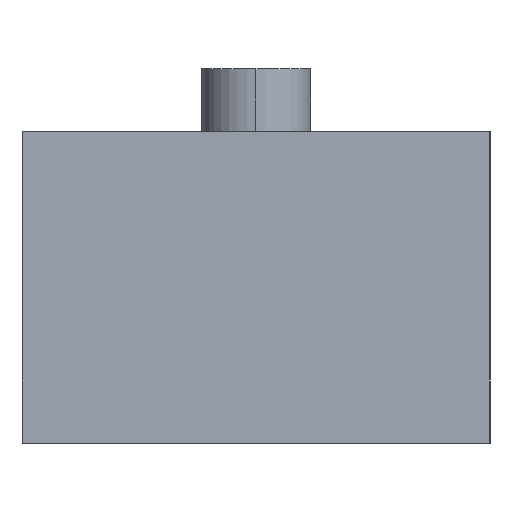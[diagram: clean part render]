
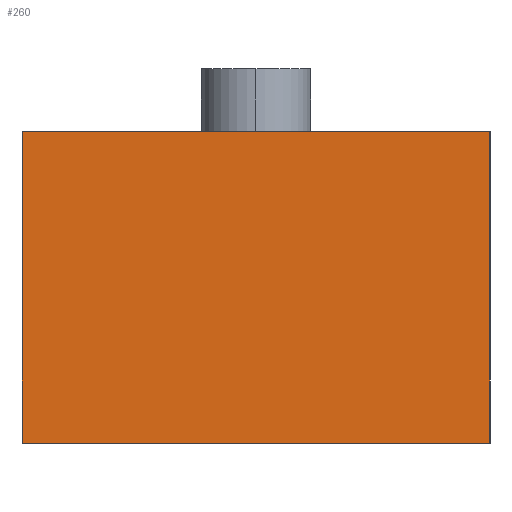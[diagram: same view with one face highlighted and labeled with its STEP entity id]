
A CAD part, left-side view. The second image highlights one B-rep face of the part: STEP entity #260.
In plain terms, the highlighted planar face has unit normal (-1, 0, 0).
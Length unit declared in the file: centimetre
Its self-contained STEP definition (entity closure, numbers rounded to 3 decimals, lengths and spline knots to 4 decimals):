
#2 = ORIENTED_EDGE ( 'NONE', *, *, #153, .T. ) ;
#3 = ORIENTED_EDGE ( 'NONE', *, *, #34, .F. ) ;
#6 = CARTESIAN_POINT ( 'NONE',  ( -1.625, -0.75, -0.5 ) ) ;
#11 = LINE ( 'NONE', #149, #253 ) ;
#16 = CARTESIAN_POINT ( 'NONE',  ( -1.625, 0.75, -0.5 ) ) ;
#22 = VECTOR ( 'NONE', #109, 100. ) ;
#26 = CARTESIAN_POINT ( 'NONE',  ( -1.625, -0.75, 0.5 ) ) ;
#34 = EDGE_CURVE ( 'NONE', #249, #43, #104, .T. ) ;
#37 = LINE ( 'NONE', #226, #160 ) ;
#38 = CARTESIAN_POINT ( 'NONE',  ( -1.625, -0.75, 0.5 ) ) ;
#43 = VERTEX_POINT ( 'NONE', #238 ) ;
#50 = VECTOR ( 'NONE', #131, 100. ) ;
#58 = VERTEX_POINT ( 'NONE', #6 ) ;
#74 = EDGE_CURVE ( 'NONE', #224, #58, #94, .T. ) ;
#94 = LINE ( 'NONE', #236, #22 ) ;
#100 = ORIENTED_EDGE ( 'NONE', *, *, #74, .T. ) ;
#104 = LINE ( 'NONE', #26, #50 ) ;
#109 = DIRECTION ( 'NONE',  ( 0., -1., 0. ) ) ;
#122 = EDGE_LOOP ( 'NONE', ( #100, #232, #3, #2 ) ) ;
#131 = DIRECTION ( 'NONE',  ( 0., -1., 0. ) ) ;
#138 = FACE_OUTER_BOUND ( 'NONE', #122, .T. ) ;
#149 = CARTESIAN_POINT ( 'NONE',  ( -1.625, 0.75, 0.5 ) ) ;
#153 = EDGE_CURVE ( 'NONE', #249, #224, #11, .T. ) ;
#160 = VECTOR ( 'NONE', #258, 100. ) ;
#167 = DIRECTION ( 'NONE',  ( 0., 0., -1. ) ) ;
#179 = CARTESIAN_POINT ( 'NONE',  ( -1.625, 0.75, 0.5 ) ) ;
#214 = EDGE_CURVE ( 'NONE', #43, #58, #37, .T. ) ;
#223 = PLANE ( 'NONE',  #265 ) ;
#224 = VERTEX_POINT ( 'NONE', #16 ) ;
#226 = CARTESIAN_POINT ( 'NONE',  ( -1.625, -0.75, 0.5 ) ) ;
#232 = ORIENTED_EDGE ( 'NONE', *, *, #214, .F. ) ;
#234 = DIRECTION ( 'NONE',  ( 0., 0., -1. ) ) ;
#236 = CARTESIAN_POINT ( 'NONE',  ( -1.625, -0.75, -0.5 ) ) ;
#238 = CARTESIAN_POINT ( 'NONE',  ( -1.625, -0.75, 0.5 ) ) ;
#247 = DIRECTION ( 'NONE',  ( 1., 0., 0. ) ) ;
#249 = VERTEX_POINT ( 'NONE', #179 ) ;
#253 = VECTOR ( 'NONE', #234, 100. ) ;
#258 = DIRECTION ( 'NONE',  ( 0., 0., -1. ) ) ;
#260 = ADVANCED_FACE ( 'NONE', ( #138 ), #223, .F. ) ;
#265 = AXIS2_PLACEMENT_3D ( 'NONE', #38, #247, #167 ) ;
